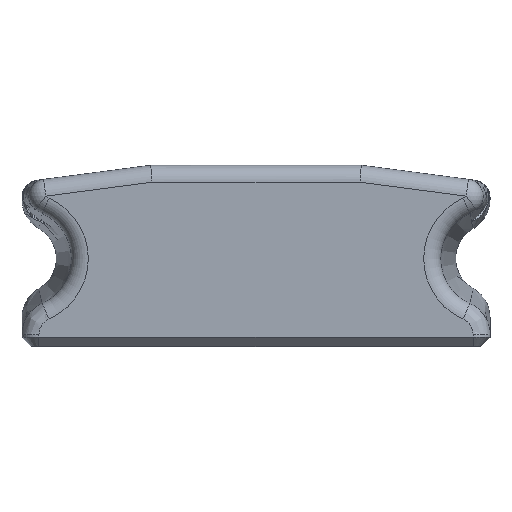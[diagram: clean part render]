
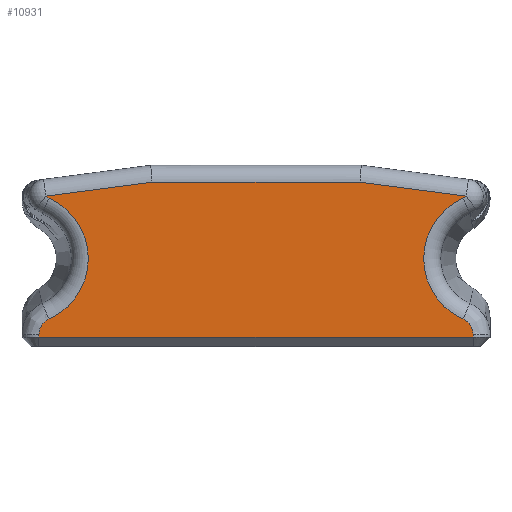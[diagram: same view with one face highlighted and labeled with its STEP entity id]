
A CAD part, front view. The second image highlights one B-rep face of the part: STEP entity #10931.
In plain terms, the highlighted planar face has unit normal (0, -1, 0).
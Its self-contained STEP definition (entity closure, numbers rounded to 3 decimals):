
#141=PLANE('',#11228);
#1070=FACE_OUTER_BOUND('',#1694,.T.);
#1694=EDGE_LOOP('',(#9900,#9901,#9902,#9903,#9904,#9905,#9906,#9907,#9908,
#9909,#9910,#9911));
#1826=CIRCLE('',#11229,3.9);
#1827=CIRCLE('',#11230,3.9);
#2852=B_SPLINE_CURVE_WITH_KNOTS('',3,(#27927,#27928,#27929,#27930,#27931),
 .UNSPECIFIED.,.F.,.F.,(4,1,4),(0.,0.058,0.116),
 .UNSPECIFIED.);
#2853=B_SPLINE_CURVE_WITH_KNOTS('',3,(#27935,#27936,#27937,#27938),
 .UNSPECIFIED.,.F.,.F.,(4,4),(0.094,0.116),
 .UNSPECIFIED.);
#2854=B_SPLINE_CURVE_WITH_KNOTS('',3,(#27946,#27947,#27948,#27949),
 .UNSPECIFIED.,.F.,.F.,(4,4),(0.,0.022),.UNSPECIFIED.);
#2855=B_SPLINE_CURVE_WITH_KNOTS('',3,(#27952,#27953,#27954,#27955,#27956),
 .UNSPECIFIED.,.F.,.F.,(4,1,4),(0.,0.058,0.116),
 .UNSPECIFIED.);
#3385=LINE('',#27892,#3985);
#3395=LINE('',#27919,#3995);
#3397=LINE('',#27925,#3997);
#3398=LINE('',#27940,#3998);
#3399=LINE('',#27942,#3999);
#3400=LINE('',#27944,#4000);
#3985=VECTOR('',#12270,10.);
#3995=VECTOR('',#12298,10.);
#3997=VECTOR('',#12304,10.);
#3998=VECTOR('',#12307,10.);
#3999=VECTOR('',#12308,10.);
#4000=VECTOR('',#12309,10.);
#5084=VERTEX_POINT('',#27879);
#5088=VERTEX_POINT('',#27891);
#5096=VERTEX_POINT('',#27918);
#5098=VERTEX_POINT('',#27924);
#5099=VERTEX_POINT('',#27926);
#5100=VERTEX_POINT('',#27932);
#5101=VERTEX_POINT('',#27934);
#5102=VERTEX_POINT('',#27939);
#5103=VERTEX_POINT('',#27941);
#5104=VERTEX_POINT('',#27943);
#5105=VERTEX_POINT('',#27945);
#5106=VERTEX_POINT('',#27950);
#6702=EDGE_CURVE('',#5084,#5088,#3385,.T.);
#6716=EDGE_CURVE('',#5088,#5096,#3395,.T.);
#6719=EDGE_CURVE('',#5098,#5084,#3397,.T.);
#6720=EDGE_CURVE('',#5099,#5098,#2852,.T.);
#6721=EDGE_CURVE('',#5100,#5099,#1826,.T.);
#6722=EDGE_CURVE('',#5101,#5100,#2853,.T.);
#6723=EDGE_CURVE('',#5102,#5101,#3398,.T.);
#6724=EDGE_CURVE('',#5103,#5102,#3399,.T.);
#6725=EDGE_CURVE('',#5104,#5103,#3400,.T.);
#6726=EDGE_CURVE('',#5105,#5104,#2854,.T.);
#6727=EDGE_CURVE('',#5106,#5105,#1827,.T.);
#6728=EDGE_CURVE('',#5096,#5106,#2855,.T.);
#9900=ORIENTED_EDGE('',*,*,#6702,.F.);
#9901=ORIENTED_EDGE('',*,*,#6719,.F.);
#9902=ORIENTED_EDGE('',*,*,#6720,.F.);
#9903=ORIENTED_EDGE('',*,*,#6721,.F.);
#9904=ORIENTED_EDGE('',*,*,#6722,.F.);
#9905=ORIENTED_EDGE('',*,*,#6723,.F.);
#9906=ORIENTED_EDGE('',*,*,#6724,.F.);
#9907=ORIENTED_EDGE('',*,*,#6725,.F.);
#9908=ORIENTED_EDGE('',*,*,#6726,.F.);
#9909=ORIENTED_EDGE('',*,*,#6727,.F.);
#9910=ORIENTED_EDGE('',*,*,#6728,.F.);
#9911=ORIENTED_EDGE('',*,*,#6716,.F.);
#10931=ADVANCED_FACE('',(#1070),#141,.T.);
#11228=AXIS2_PLACEMENT_3D('',#27923,#12302,#12303);
#11229=AXIS2_PLACEMENT_3D('',#27933,#12305,#12306);
#11230=AXIS2_PLACEMENT_3D('',#27951,#12310,#12311);
#12270=DIRECTION('',(-1.,0.,0.));
#12298=DIRECTION('',(0.,0.,1.));
#12302=DIRECTION('center_axis',(0.,-1.,0.));
#12303=DIRECTION('ref_axis',(0.,0.,-1.));
#12304=DIRECTION('',(0.,0.,-1.));
#12305=DIRECTION('center_axis',(0.,-1.,0.));
#12306=DIRECTION('ref_axis',(-1.,0.,0.));
#12307=DIRECTION('',(0.991,0.,-0.131));
#12308=DIRECTION('',(1.,0.,0.));
#12309=DIRECTION('',(0.991,0.,0.131));
#12310=DIRECTION('center_axis',(0.,-1.,0.));
#12311=DIRECTION('ref_axis',(1.,0.,0.));
#27879=CARTESIAN_POINT('',(14.1,-2.215,1.55));
#27891=CARTESIAN_POINT('',(-11.5,-2.215,1.55));
#27892=CARTESIAN_POINT('',(-4.8,-2.215,1.55));
#27918=CARTESIAN_POINT('',(-11.5,-2.215,1.716));
#27919=CARTESIAN_POINT('',(-11.5,-2.215,0.));
#27923=CARTESIAN_POINT('Origin',(-10.9,-2.215,0.));
#27924=CARTESIAN_POINT('',(14.1,-2.215,1.716));
#27925=CARTESIAN_POINT('',(14.1,-2.215,0.));
#27926=CARTESIAN_POINT('',(13.504,-2.215,2.636));
#27927=CARTESIAN_POINT('Ctrl Pts',(13.504,-2.215,2.636));
#27928=CARTESIAN_POINT('Ctrl Pts',(13.681,-2.215,2.558));
#27929=CARTESIAN_POINT('Ctrl Pts',(13.986,-2.215,2.295));
#27930=CARTESIAN_POINT('Ctrl Pts',(14.1,-2.215,1.909));
#27931=CARTESIAN_POINT('Ctrl Pts',(14.1,-2.215,1.716));
#27932=CARTESIAN_POINT('',(13.504,-2.215,9.764));
#27933=CARTESIAN_POINT('Origin',(15.088,-2.215,6.2));
#27934=CARTESIAN_POINT('',(13.696,-2.215,9.876));
#27935=CARTESIAN_POINT('Ctrl Pts',(13.696,-2.215,9.876));
#27936=CARTESIAN_POINT('Ctrl Pts',(13.637,-2.215,9.832));
#27937=CARTESIAN_POINT('Ctrl Pts',(13.572,-2.215,9.794));
#27938=CARTESIAN_POINT('Ctrl Pts',(13.504,-2.215,9.764));
#27939=CARTESIAN_POINT('',(7.439,-2.215,10.7));
#27940=CARTESIAN_POINT('',(0.984,-2.215,11.55));
#27941=CARTESIAN_POINT('',(-4.839,-2.215,10.7));
#27942=CARTESIAN_POINT('',(-4.8,-2.215,10.7));
#27943=CARTESIAN_POINT('',(-11.096,-2.215,9.876));
#27944=CARTESIAN_POINT('',(-10.377,-2.215,9.971));
#27945=CARTESIAN_POINT('',(-10.904,-2.215,9.764));
#27946=CARTESIAN_POINT('Ctrl Pts',(-10.904,-2.215,
9.764));
#27947=CARTESIAN_POINT('Ctrl Pts',(-10.972,-2.215,
9.794));
#27948=CARTESIAN_POINT('Ctrl Pts',(-11.037,-2.215,
9.832));
#27949=CARTESIAN_POINT('Ctrl Pts',(-11.096,-2.215,9.876));
#27950=CARTESIAN_POINT('',(-10.904,-2.215,2.636));
#27951=CARTESIAN_POINT('Origin',(-12.488,-2.215,6.2));
#27952=CARTESIAN_POINT('Ctrl Pts',(-11.5,-2.215,
1.716));
#27953=CARTESIAN_POINT('Ctrl Pts',(-11.5,-2.215,
1.909));
#27954=CARTESIAN_POINT('Ctrl Pts',(-11.386,-2.215,
2.295));
#27955=CARTESIAN_POINT('Ctrl Pts',(-11.081,-2.215,
2.558));
#27956=CARTESIAN_POINT('Ctrl Pts',(-10.904,-2.215,
2.636));
